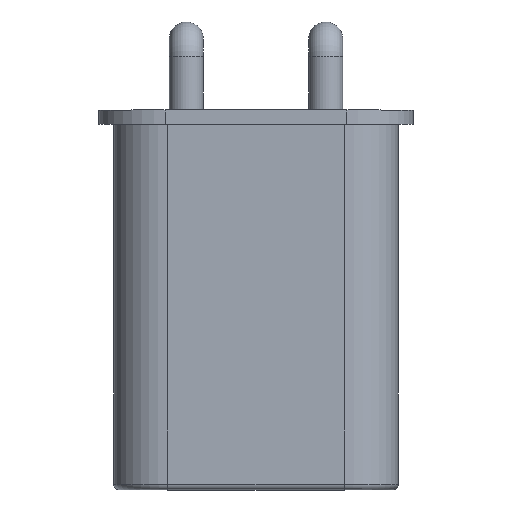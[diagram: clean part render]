
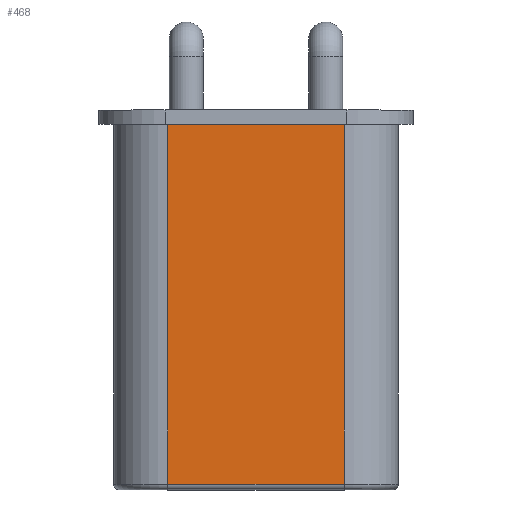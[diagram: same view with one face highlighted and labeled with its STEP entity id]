
A CAD part, top view. The second image highlights one B-rep face of the part: STEP entity #468.
In plain terms, the highlighted planar face has unit normal (0, 0, 1).
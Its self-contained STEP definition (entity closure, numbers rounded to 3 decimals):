
#376 = VERTEX_POINT('',#377);
#377 = CARTESIAN_POINT('',(-0.65,-3.,4.325));
#393 = VERTEX_POINT('',#394);
#394 = CARTESIAN_POINT('',(5.55,-3.,4.325));
#401 = EDGE_CURVE('',#376,#393,#402,.T.);
#402 = LINE('',#403,#404);
#403 = CARTESIAN_POINT('',(-0.7,-3.,4.325));
#404 = VECTOR('',#405,1.);
#405 = DIRECTION('',(1.,0.,0.));
#441 = EDGE_CURVE('',#376,#442,#444,.T.);
#442 = VERTEX_POINT('',#443);
#443 = CARTESIAN_POINT('',(-0.65,-15.66,4.325));
#444 = LINE('',#445,#446);
#445 = CARTESIAN_POINT('',(-0.65,-2.5,4.325));
#446 = VECTOR('',#447,1.);
#447 = DIRECTION('',(0.,-1.,0.));
#468 = ADVANCED_FACE('',(#469),#487,.T.);
#469 = FACE_BOUND('',#470,.T.);
#470 = EDGE_LOOP('',(#471,#472,#473,#481));
#471 = ORIENTED_EDGE('',*,*,#401,.F.);
#472 = ORIENTED_EDGE('',*,*,#441,.T.);
#473 = ORIENTED_EDGE('',*,*,#474,.F.);
#474 = EDGE_CURVE('',#475,#442,#477,.T.);
#475 = VERTEX_POINT('',#476);
#476 = CARTESIAN_POINT('',(5.55,-15.66,4.325));
#477 = LINE('',#478,#479);
#478 = CARTESIAN_POINT('',(5.55,-15.66,4.325));
#479 = VECTOR('',#480,1.);
#480 = DIRECTION('',(-1.,0.,0.));
#481 = ORIENTED_EDGE('',*,*,#482,.F.);
#482 = EDGE_CURVE('',#393,#475,#483,.T.);
#483 = LINE('',#484,#485);
#484 = CARTESIAN_POINT('',(5.55,-2.5,4.325));
#485 = VECTOR('',#486,1.);
#486 = DIRECTION('',(0.,-1.,0.));
#487 = PLANE('',#488);
#488 = AXIS2_PLACEMENT_3D('',#489,#490,#491);
#489 = CARTESIAN_POINT('',(-0.65,-2.5,4.325));
#490 = DIRECTION('',(0.,0.,1.));
#491 = DIRECTION('',(1.,0.,0.));
